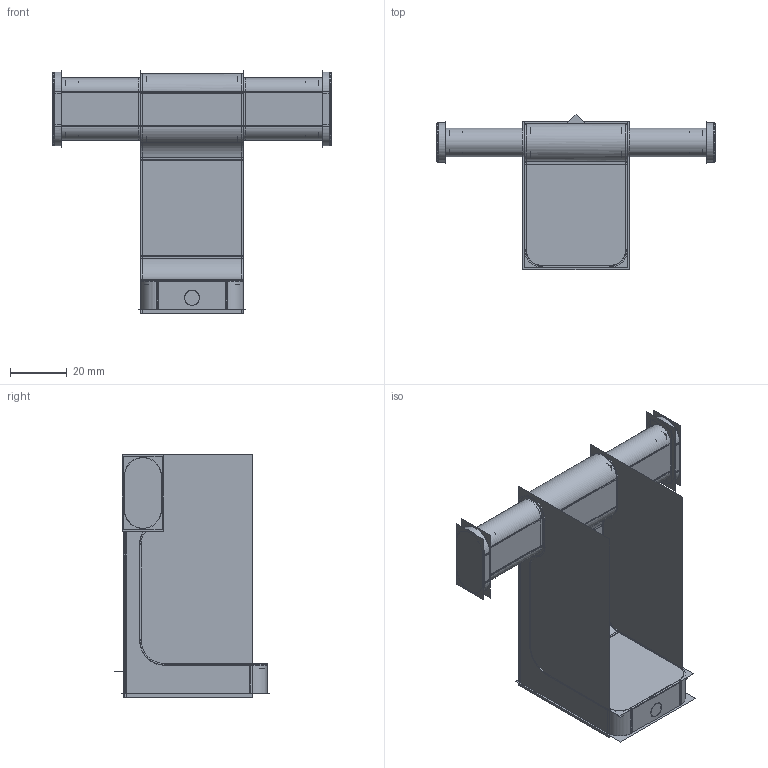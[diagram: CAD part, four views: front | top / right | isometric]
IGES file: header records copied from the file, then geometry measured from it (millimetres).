
Start section:  PTC IGES file: FFAS1381-908440BC0.igs
Global section: file name: FFAS1381-908440BC0.igs; native system: Creo Parametric by PTC Inc.; preprocessor: 2022162; author: 10114295; organization: Unknown; date: 20230327.102130; units: millimetre
Bounding box: 98.2 x 54.91 x 85.81 mm (x, y, z)
Volume: 37537.4 mm3; surface area: 185769.2 mm2
Topology: 11 solids, 11 shells, 934 faces, 5044 edges, 6546 vertices
Faces by surface type: bspline 630, revolution 304
